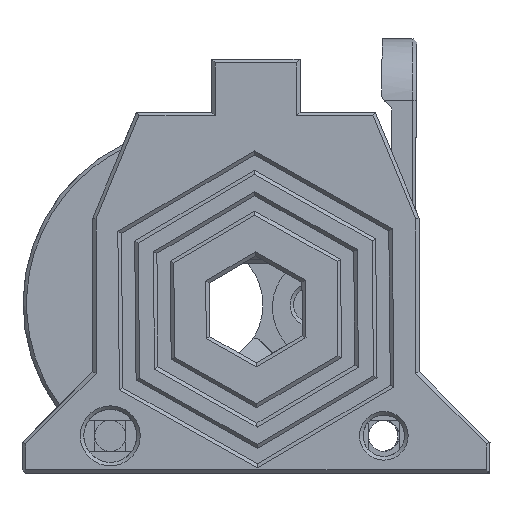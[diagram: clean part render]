
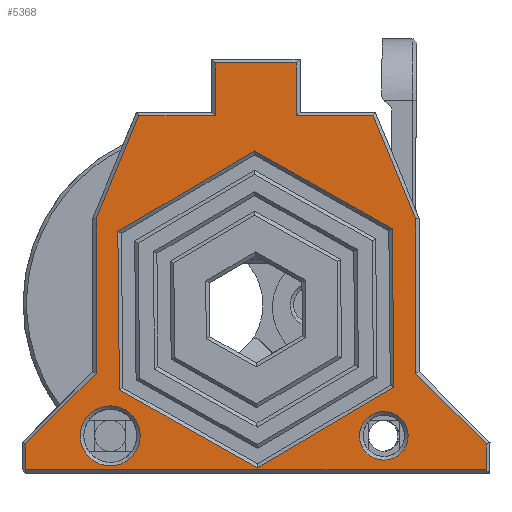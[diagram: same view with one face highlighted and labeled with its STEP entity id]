
A CAD part, left-side view. The second image highlights one B-rep face of the part: STEP entity #5368.
In plain terms, the highlighted planar face has unit normal (-1, 0, 0).
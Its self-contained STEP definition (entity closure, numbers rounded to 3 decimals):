
#141=FACE_BOUND('',#795,.T.);
#142=FACE_BOUND('',#796,.T.);
#143=FACE_BOUND('',#797,.T.);
#224=PLANE('',#5774);
#477=FACE_OUTER_BOUND('',#794,.T.);
#794=EDGE_LOOP('',(#4078,#4079,#4080,#4081,#4082,#4083,#4084,#4085,#4086,
#4087,#4088,#4089,#4090,#4091));
#795=EDGE_LOOP('',(#4092,#4093,#4094,#4095,#4096,#4097));
#796=EDGE_LOOP('',(#4098));
#797=EDGE_LOOP('',(#4099));
#1200=LINE('',#8099,#1806);
#1201=LINE('',#8101,#1807);
#1202=LINE('',#8103,#1808);
#1203=LINE('',#8105,#1809);
#1204=LINE('',#8107,#1810);
#1205=LINE('',#8109,#1811);
#1206=LINE('',#8111,#1812);
#1207=LINE('',#8113,#1813);
#1208=LINE('',#8115,#1814);
#1209=LINE('',#8117,#1815);
#1210=LINE('',#8119,#1816);
#1211=LINE('',#8121,#1817);
#1212=LINE('',#8123,#1818);
#1213=LINE('',#8124,#1819);
#1214=LINE('',#8127,#1820);
#1215=LINE('',#8129,#1821);
#1216=LINE('',#8131,#1822);
#1217=LINE('',#8133,#1823);
#1218=LINE('',#8135,#1824);
#1219=LINE('',#8136,#1825);
#1806=VECTOR('',#6517,10.);
#1807=VECTOR('',#6518,10.);
#1808=VECTOR('',#6519,10.);
#1809=VECTOR('',#6520,10.);
#1810=VECTOR('',#6521,10.);
#1811=VECTOR('',#6522,10.);
#1812=VECTOR('',#6523,10.);
#1813=VECTOR('',#6524,10.);
#1814=VECTOR('',#6525,10.);
#1815=VECTOR('',#6526,10.);
#1816=VECTOR('',#6527,10.);
#1817=VECTOR('',#6528,10.);
#1818=VECTOR('',#6529,10.);
#1819=VECTOR('',#6530,10.);
#1820=VECTOR('',#6531,10.);
#1821=VECTOR('',#6532,10.);
#1822=VECTOR('',#6533,10.);
#1823=VECTOR('',#6534,10.);
#1824=VECTOR('',#6535,10.);
#1825=VECTOR('',#6536,10.);
#2323=CIRCLE('',#5771,3.4);
#2325=CIRCLE('',#5775,2.75);
#2538=VERTEX_POINT('',#8089);
#2540=VERTEX_POINT('',#8097);
#2541=VERTEX_POINT('',#8098);
#2542=VERTEX_POINT('',#8100);
#2543=VERTEX_POINT('',#8102);
#2544=VERTEX_POINT('',#8104);
#2545=VERTEX_POINT('',#8106);
#2546=VERTEX_POINT('',#8108);
#2547=VERTEX_POINT('',#8110);
#2548=VERTEX_POINT('',#8112);
#2549=VERTEX_POINT('',#8114);
#2550=VERTEX_POINT('',#8116);
#2551=VERTEX_POINT('',#8118);
#2552=VERTEX_POINT('',#8120);
#2553=VERTEX_POINT('',#8122);
#2554=VERTEX_POINT('',#8125);
#2555=VERTEX_POINT('',#8126);
#2556=VERTEX_POINT('',#8128);
#2557=VERTEX_POINT('',#8130);
#2558=VERTEX_POINT('',#8132);
#2559=VERTEX_POINT('',#8134);
#2560=VERTEX_POINT('',#8137);
#3105=EDGE_CURVE('',#2538,#2538,#2323,.T.);
#3109=EDGE_CURVE('',#2540,#2541,#1200,.T.);
#3110=EDGE_CURVE('',#2540,#2542,#1201,.T.);
#3111=EDGE_CURVE('',#2543,#2542,#1202,.T.);
#3112=EDGE_CURVE('',#2544,#2543,#1203,.T.);
#3113=EDGE_CURVE('',#2545,#2544,#1204,.T.);
#3114=EDGE_CURVE('',#2546,#2545,#1205,.T.);
#3115=EDGE_CURVE('',#2547,#2546,#1206,.T.);
#3116=EDGE_CURVE('',#2548,#2547,#1207,.T.);
#3117=EDGE_CURVE('',#2549,#2548,#1208,.T.);
#3118=EDGE_CURVE('',#2550,#2549,#1209,.T.);
#3119=EDGE_CURVE('',#2551,#2550,#1210,.T.);
#3120=EDGE_CURVE('',#2552,#2551,#1211,.T.);
#3121=EDGE_CURVE('',#2553,#2552,#1212,.T.);
#3122=EDGE_CURVE('',#2541,#2553,#1213,.T.);
#3123=EDGE_CURVE('',#2554,#2555,#1214,.T.);
#3124=EDGE_CURVE('',#2556,#2554,#1215,.T.);
#3125=EDGE_CURVE('',#2557,#2556,#1216,.T.);
#3126=EDGE_CURVE('',#2558,#2557,#1217,.T.);
#3127=EDGE_CURVE('',#2559,#2558,#1218,.T.);
#3128=EDGE_CURVE('',#2555,#2559,#1219,.T.);
#3129=EDGE_CURVE('',#2560,#2560,#2325,.T.);
#4078=ORIENTED_EDGE('',*,*,#3109,.F.);
#4079=ORIENTED_EDGE('',*,*,#3110,.T.);
#4080=ORIENTED_EDGE('',*,*,#3111,.F.);
#4081=ORIENTED_EDGE('',*,*,#3112,.F.);
#4082=ORIENTED_EDGE('',*,*,#3113,.F.);
#4083=ORIENTED_EDGE('',*,*,#3114,.F.);
#4084=ORIENTED_EDGE('',*,*,#3115,.F.);
#4085=ORIENTED_EDGE('',*,*,#3116,.F.);
#4086=ORIENTED_EDGE('',*,*,#3117,.F.);
#4087=ORIENTED_EDGE('',*,*,#3118,.F.);
#4088=ORIENTED_EDGE('',*,*,#3119,.F.);
#4089=ORIENTED_EDGE('',*,*,#3120,.F.);
#4090=ORIENTED_EDGE('',*,*,#3121,.F.);
#4091=ORIENTED_EDGE('',*,*,#3122,.F.);
#4092=ORIENTED_EDGE('',*,*,#3123,.F.);
#4093=ORIENTED_EDGE('',*,*,#3124,.F.);
#4094=ORIENTED_EDGE('',*,*,#3125,.F.);
#4095=ORIENTED_EDGE('',*,*,#3126,.F.);
#4096=ORIENTED_EDGE('',*,*,#3127,.F.);
#4097=ORIENTED_EDGE('',*,*,#3128,.F.);
#4098=ORIENTED_EDGE('',*,*,#3129,.F.);
#4099=ORIENTED_EDGE('',*,*,#3105,.F.);
#5368=ADVANCED_FACE('',(#477,#141,#142,#143),#224,.T.);
#5771=AXIS2_PLACEMENT_3D('',#8090,#6507,#6508);
#5774=AXIS2_PLACEMENT_3D('',#8096,#6515,#6516);
#5775=AXIS2_PLACEMENT_3D('',#8138,#6537,#6538);
#6507=DIRECTION('center_axis',(-1.,0.,0.));
#6508=DIRECTION('ref_axis',(0.,-1.,0.));
#6515=DIRECTION('center_axis',(-1.,0.,0.));
#6516=DIRECTION('ref_axis',(0.,-1.,0.));
#6517=DIRECTION('',(0.,-0.707,-0.707));
#6518=DIRECTION('',(0.,0.,1.));
#6519=DIRECTION('',(0.,-0.383,-0.924));
#6520=DIRECTION('',(0.,-1.,0.));
#6521=DIRECTION('',(0.,0.,-1.));
#6522=DIRECTION('',(0.,-1.,0.));
#6523=DIRECTION('',(0.,0.,1.));
#6524=DIRECTION('',(0.,-1.,0.));
#6525=DIRECTION('',(0.,-0.383,0.924));
#6526=DIRECTION('',(0.,0.,1.));
#6527=DIRECTION('',(0.,-0.707,0.707));
#6528=DIRECTION('',(0.,0.,1.));
#6529=DIRECTION('',(0.,1.,0.));
#6530=DIRECTION('',(0.,0.,-1.));
#6531=DIRECTION('',(0.,0.01,1.));
#6532=DIRECTION('',(0.,-0.861,0.508));
#6533=DIRECTION('',(0.,-0.871,-0.491));
#6534=DIRECTION('',(0.,-0.01,-1.));
#6535=DIRECTION('',(0.,0.861,-0.508));
#6536=DIRECTION('',(0.,0.871,0.491));
#6537=DIRECTION('center_axis',(-1.,0.,0.));
#6538=DIRECTION('ref_axis',(0.,-1.,0.));
#8089=CARTESIAN_POINT('',(-62.112,39.981,6.96));
#8090=CARTESIAN_POINT('Origin',(-62.112,36.581,6.96));
#8096=CARTESIAN_POINT('Origin',(-62.112,20.081,27.872));
#8097=CARTESIAN_POINT('',(-62.112,1.981,14.044));
#8098=CARTESIAN_POINT('',(-62.112,-6.019,6.045));
#8099=CARTESIAN_POINT('',(-62.112,8.654,20.718));
#8100=CARTESIAN_POINT('',(-62.112,1.981,31.531));
#8101=CARTESIAN_POINT('',(-62.112,1.981,23.207));
#8102=CARTESIAN_POINT('',(-62.112,6.819,43.21));
#8103=CARTESIAN_POINT('',(-62.112,3.882,36.12));
#8104=CARTESIAN_POINT('',(-62.112,15.481,43.21));
#8105=CARTESIAN_POINT('',(-62.112,25.691,43.21));
#8106=CARTESIAN_POINT('',(-62.112,15.481,49.21));
#8107=CARTESIAN_POINT('',(-62.112,15.481,35.741));
#8108=CARTESIAN_POINT('',(-62.112,24.681,49.21));
#8109=CARTESIAN_POINT('',(-62.112,20.081,49.21));
#8110=CARTESIAN_POINT('',(-62.112,24.681,43.21));
#8111=CARTESIAN_POINT('',(-62.112,24.681,33.905));
#8112=CARTESIAN_POINT('',(-62.112,33.343,43.21));
#8113=CARTESIAN_POINT('',(-62.112,25.691,43.21));
#8114=CARTESIAN_POINT('',(-62.112,38.181,31.531));
#8115=CARTESIAN_POINT('',(-62.112,36.28,36.12));
#8116=CARTESIAN_POINT('',(-62.112,38.181,14.044));
#8117=CARTESIAN_POINT('',(-62.112,38.181,14.241));
#8118=CARTESIAN_POINT('',(-62.112,46.181,6.044));
#8119=CARTESIAN_POINT('',(-62.112,31.508,20.718));
#8120=CARTESIAN_POINT('',(-62.112,46.181,3.11));
#8121=CARTESIAN_POINT('',(-62.112,46.181,13.741));
#8122=CARTESIAN_POINT('',(-62.112,-6.019,3.11));
#8123=CARTESIAN_POINT('',(-62.112,6.831,3.11));
#8124=CARTESIAN_POINT('',(-62.112,-6.019,13.741));
#8125=CARTESIAN_POINT('',(-62.112,4.448,12.461));
#8126=CARTESIAN_POINT('',(-62.112,4.624,30.416));
#8127=CARTESIAN_POINT('',(-62.112,4.611,29.105));
#8128=CARTESIAN_POINT('',(-62.112,19.909,3.331));
#8129=CARTESIAN_POINT('',(-62.112,6.969,10.973));
#8130=CARTESIAN_POINT('',(-62.112,35.546,12.156));
#8131=CARTESIAN_POINT('',(-62.112,25.327,6.389));
#8132=CARTESIAN_POINT('',(-62.112,35.723,30.11));
#8133=CARTESIAN_POINT('',(-62.112,35.624,20.053));
#8134=CARTESIAN_POINT('',(-62.112,20.262,39.241));
#8135=CARTESIAN_POINT('',(-62.112,30.315,33.304));
#8136=CARTESIAN_POINT('',(-62.112,17.66,37.772));
#8137=CARTESIAN_POINT('',(-62.112,8.331,6.96));
#8138=CARTESIAN_POINT('Origin',(-62.112,5.581,6.96));
